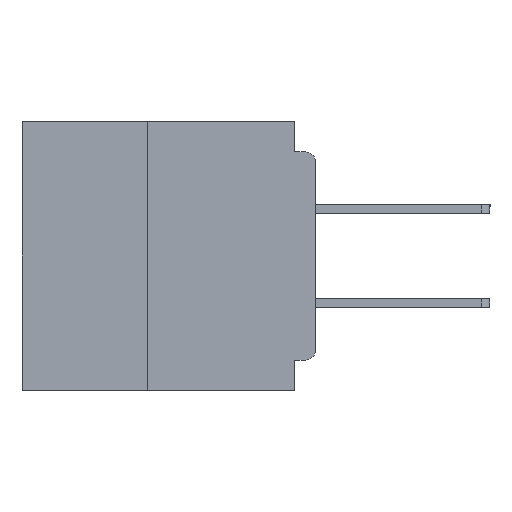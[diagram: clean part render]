
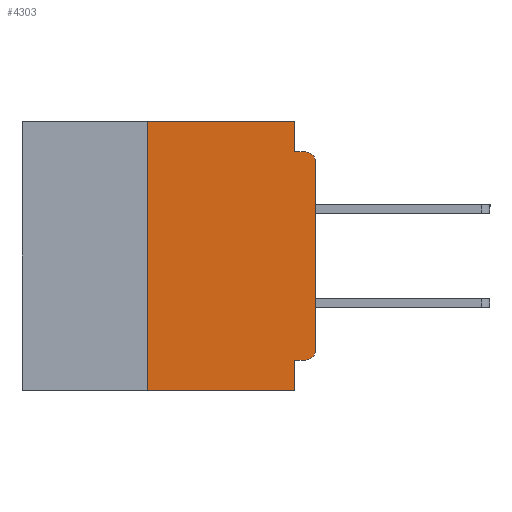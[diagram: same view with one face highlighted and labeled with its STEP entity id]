
A CAD part, left-side view. The second image highlights one B-rep face of the part: STEP entity #4303.
In plain terms, the highlighted planar face has unit normal (-1, 0, 0).
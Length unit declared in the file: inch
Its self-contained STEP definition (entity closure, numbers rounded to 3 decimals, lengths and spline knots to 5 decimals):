
#483 = DIRECTION ( 'NONE',  ( 0., -1., 0. ) ) ;
#1123 = EDGE_CURVE ( 'NONE', #24235, #7145, #18728, .T. ) ;
#1969 = CARTESIAN_POINT ( 'NONE',  ( 0., 0.437, 0. ) ) ;
#2744 = LINE ( 'NONE', #1969, #35736 ) ;
#2996 = CARTESIAN_POINT ( 'NONE',  ( 0., 0.031, -0.045 ) ) ;
#3261 = VERTEX_POINT ( 'NONE', #25773 ) ;
#4303 = ADVANCED_FACE ( 'NONE', ( #15236 ), #17866, .F. ) ;
#4930 = CARTESIAN_POINT ( 'NONE',  ( 0., 0., 0. ) ) ;
#5343 = EDGE_CURVE ( 'NONE', #7303, #41497, #41369, .T. ) ;
#6692 = DIRECTION ( 'NONE',  ( -1., 0., 0. ) ) ;
#6991 = CARTESIAN_POINT ( 'NONE',  ( 0., 0., -0.045 ) ) ;
#7145 = VERTEX_POINT ( 'NONE', #15426 ) ;
#7299 = EDGE_CURVE ( 'NONE', #35041, #10186, #36123, .T. ) ;
#7303 = VERTEX_POINT ( 'NONE', #2996 ) ;
#8219 = VECTOR ( 'NONE', #37033, 39.37008 ) ;
#8601 = CIRCLE ( 'NONE', #26098, 0.015 ) ;
#9609 = VERTEX_POINT ( 'NONE', #29016 ) ;
#9856 = VECTOR ( 'NONE', #19401, 39.37008 ) ;
#9992 = VECTOR ( 'NONE', #17837, 39.37008 ) ;
#10055 = DIRECTION ( 'NONE',  ( -1., 0., 0. ) ) ;
#10186 = VERTEX_POINT ( 'NONE', #12126 ) ;
#11362 = EDGE_CURVE ( 'NONE', #3261, #17380, #32457, .T. ) ;
#11784 = CIRCLE ( 'NONE', #18197, 0.015 ) ;
#12126 = CARTESIAN_POINT ( 'NONE',  ( 0., 0.25, 0. ) ) ;
#12381 = ORIENTED_EDGE ( 'NONE', *, *, #27370, .T. ) ;
#12469 = VERTEX_POINT ( 'NONE', #22084 ) ;
#13423 = CARTESIAN_POINT ( 'NONE',  ( 0., 0., -0.06 ) ) ;
#13951 = EDGE_CURVE ( 'NONE', #12469, #3261, #8601, .T. ) ;
#14600 = ORIENTED_EDGE ( 'NONE', *, *, #11362, .T. ) ;
#15236 = FACE_OUTER_BOUND ( 'NONE', #17469, .T. ) ;
#15406 = CARTESIAN_POINT ( 'NONE',  ( 0., 0.437, -0.4 ) ) ;
#15426 = CARTESIAN_POINT ( 'NONE',  ( 0., 0.031, -0.4 ) ) ;
#15957 = LINE ( 'NONE', #17284, #8219 ) ;
#16076 = CARTESIAN_POINT ( 'NONE',  ( 0., 0.015, -0.045 ) ) ;
#16123 = CARTESIAN_POINT ( 'NONE',  ( 0., 0.031, -0.4 ) ) ;
#17284 = CARTESIAN_POINT ( 'NONE',  ( 0., 0.031, 0. ) ) ;
#17380 = VERTEX_POINT ( 'NONE', #13423 ) ;
#17462 = EDGE_CURVE ( 'NONE', #9609, #7303, #15957, .T. ) ;
#17469 = EDGE_LOOP ( 'NONE', ( #14600, #12381, #19253, #38649, #34902, #30910, #41253, #42358, #23709, #30974 ) ) ;
#17837 = DIRECTION ( 'NONE',  ( 0., 0., -1. ) ) ;
#17866 = PLANE ( 'NONE',  #37112 ) ;
#18197 = AXIS2_PLACEMENT_3D ( 'NONE', #26457, #6692, #29764 ) ;
#18728 = LINE ( 'NONE', #16123, #9992 ) ;
#19253 = ORIENTED_EDGE ( 'NONE', *, *, #5343, .F. ) ;
#19401 = DIRECTION ( 'NONE',  ( 0., 0., 1. ) ) ;
#21193 = DIRECTION ( 'NONE',  ( 0., 0., -1. ) ) ;
#21335 = DIRECTION ( 'NONE',  ( 0., 0., 1. ) ) ;
#21441 = VECTOR ( 'NONE', #38369, 39.37008 ) ;
#21979 = EDGE_CURVE ( 'NONE', #35041, #7145, #29214, .T. ) ;
#22084 = CARTESIAN_POINT ( 'NONE',  ( 0., 0.015, -0.355 ) ) ;
#23697 = VECTOR ( 'NONE', #21335, 39.37008 ) ;
#23709 = ORIENTED_EDGE ( 'NONE', *, *, #33819, .F. ) ;
#24235 = VERTEX_POINT ( 'NONE', #33915 ) ;
#25773 = CARTESIAN_POINT ( 'NONE',  ( 0., 0., -0.34 ) ) ;
#26098 = AXIS2_PLACEMENT_3D ( 'NONE', #29798, #10055, #33089 ) ;
#26457 = CARTESIAN_POINT ( 'NONE',  ( 0., 0.015, -0.06 ) ) ;
#27370 = EDGE_CURVE ( 'NONE', #17380, #41497, #11784, .T. ) ;
#27645 = VECTOR ( 'NONE', #30610, 39.37008 ) ;
#29016 = CARTESIAN_POINT ( 'NONE',  ( 0., 0.031, 0. ) ) ;
#29214 = LINE ( 'NONE', #15406, #21441 ) ;
#29764 = DIRECTION ( 'NONE',  ( 0., 0., -1. ) ) ;
#29798 = CARTESIAN_POINT ( 'NONE',  ( 0., 0.015, -0.34 ) ) ;
#30610 = DIRECTION ( 'NONE',  ( 0., 1., 0. ) ) ;
#30910 = ORIENTED_EDGE ( 'NONE', *, *, #7299, .F. ) ;
#30974 = ORIENTED_EDGE ( 'NONE', *, *, #13951, .T. ) ;
#32457 = LINE ( 'NONE', #4930, #23697 ) ;
#32698 = VECTOR ( 'NONE', #483, 39.37008 ) ;
#33089 = DIRECTION ( 'NONE',  ( 0., 0., -1. ) ) ;
#33361 = EDGE_CURVE ( 'NONE', #10186, #9609, #2744, .T. ) ;
#33819 = EDGE_CURVE ( 'NONE', #12469, #24235, #36806, .T. ) ;
#33915 = CARTESIAN_POINT ( 'NONE',  ( 0., 0.031, -0.355 ) ) ;
#34313 = CARTESIAN_POINT ( 'NONE',  ( 0., 0.437, 0. ) ) ;
#34812 = DIRECTION ( 'NONE',  ( 0., -1., 0. ) ) ;
#34902 = ORIENTED_EDGE ( 'NONE', *, *, #33361, .F. ) ;
#35041 = VERTEX_POINT ( 'NONE', #40792 ) ;
#35736 = VECTOR ( 'NONE', #34812, 39.37008 ) ;
#36123 = LINE ( 'NONE', #39069, #9856 ) ;
#36806 = LINE ( 'NONE', #37084, #27645 ) ;
#37033 = DIRECTION ( 'NONE',  ( 0., 0., -1. ) ) ;
#37084 = CARTESIAN_POINT ( 'NONE',  ( 0., 0., -0.355 ) ) ;
#37112 = AXIS2_PLACEMENT_3D ( 'NONE', #34313, #40844, #21193 ) ;
#38369 = DIRECTION ( 'NONE',  ( 0., -1., 0. ) ) ;
#38649 = ORIENTED_EDGE ( 'NONE', *, *, #17462, .F. ) ;
#39069 = CARTESIAN_POINT ( 'NONE',  ( 0., 0.25, -0.4 ) ) ;
#40792 = CARTESIAN_POINT ( 'NONE',  ( 0., 0.25, -0.4 ) ) ;
#40844 = DIRECTION ( 'NONE',  ( 1., 0., 0. ) ) ;
#41253 = ORIENTED_EDGE ( 'NONE', *, *, #21979, .T. ) ;
#41369 = LINE ( 'NONE', #6991, #32698 ) ;
#41497 = VERTEX_POINT ( 'NONE', #16076 ) ;
#42358 = ORIENTED_EDGE ( 'NONE', *, *, #1123, .F. ) ;
